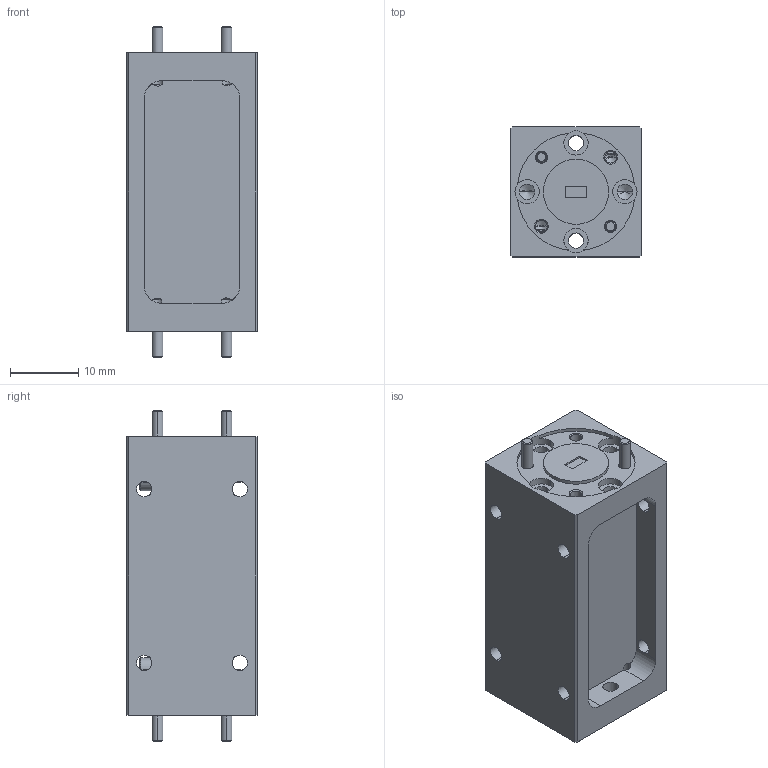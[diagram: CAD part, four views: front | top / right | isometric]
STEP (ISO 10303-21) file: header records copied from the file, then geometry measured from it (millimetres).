
FILE_DESCRIPTION (( 'STEP AP203' ), '1' );
FILE_NAME ('SWF-96312460-12-L1.STEP', '2019-10-17T00:41:37', ( '' ), ( '' ), 'SwSTEP 2.0', 'SolidWorks 2016', '' );
FILE_SCHEMA (( 'CONFIG_CONTROL_DESIGN' ));
Length unit declared in the file: inch
Products named in the file (1): SWF-96312460-12-L1
Bounding box: 19.05 x 19.05 x 48.39 mm (x, y, z)
Volume: 10808.9 mm3; surface area: 5482.6 mm2
Topology: 1 solids, 1 shells, 418 faces, 982 edges, 564 vertices
Faces by surface type: cone 166, plane 140, cylinder 112
Entity records: 12155 total; most frequent: CARTESIAN_POINT 2481, DIRECTION 2126, ORIENTED_EDGE 1916, EDGE_CURVE 958, AXIS2_PLACEMENT_3D 837, VERTEX_POINT 564, EDGE_LOOP 472, LINE 452
